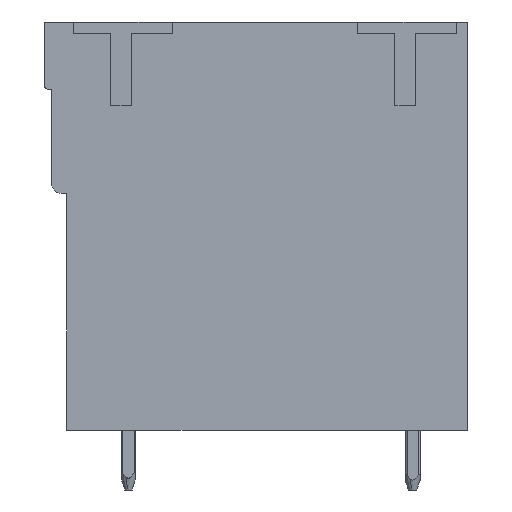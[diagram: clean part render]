
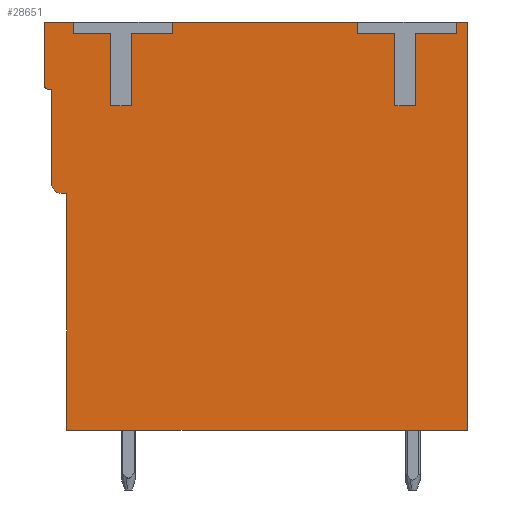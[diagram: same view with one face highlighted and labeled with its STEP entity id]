
A CAD part, left-side view. The second image highlights one B-rep face of the part: STEP entity #28651.
In plain terms, the highlighted planar face has unit normal (-1, 0, 0).
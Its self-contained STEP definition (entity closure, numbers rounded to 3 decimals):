
#26291=AXIS2_PLACEMENT_3D('Circle Axis2P3D',#26289,#26290,$) ;
#26363=AXIS2_PLACEMENT_3D('Circle Axis2P3D',#26361,#26362,$) ;
#28609=AXIS2_PLACEMENT_3D('Plane Axis2P3D',#28606,#28607,#28608) ;
#458=CARTESIAN_POINT('Vertex',(0.3,21.5,3.2)) ;
#461=CARTESIAN_POINT('Line Origine',(0.3,21.5,9.55)) ;
#465=CARTESIAN_POINT('Vertex',(0.3,21.5,15.9)) ;
#24075=CARTESIAN_POINT('Vertex',(0.3,5.9,25.1)) ;
#24078=CARTESIAN_POINT('Line Origine',(0.3,5.9,24.8)) ;
#24082=CARTESIAN_POINT('Vertex',(0.3,5.9,24.5)) ;
#24097=CARTESIAN_POINT('Line Origine',(0.3,4.9,24.5)) ;
#24101=CARTESIAN_POINT('Vertex',(0.3,3.9,24.5)) ;
#24116=CARTESIAN_POINT('Line Origine',(0.3,3.9,22.55)) ;
#24120=CARTESIAN_POINT('Vertex',(0.3,3.9,20.6)) ;
#24135=CARTESIAN_POINT('Line Origine',(0.3,3.35,20.6)) ;
#24139=CARTESIAN_POINT('Vertex',(0.3,2.8,20.6)) ;
#24154=CARTESIAN_POINT('Line Origine',(0.3,2.8,22.55)) ;
#24158=CARTESIAN_POINT('Vertex',(0.3,2.8,24.5)) ;
#24173=CARTESIAN_POINT('Line Origine',(0.3,1.7,24.5)) ;
#24177=CARTESIAN_POINT('Vertex',(0.3,0.6,24.5)) ;
#24192=CARTESIAN_POINT('Line Origine',(0.3,0.6,24.8)) ;
#24196=CARTESIAN_POINT('Vertex',(0.3,0.6,25.1)) ;
#24215=CARTESIAN_POINT('Vertex',(0.3,21.14,25.1)) ;
#24218=CARTESIAN_POINT('Line Origine',(0.3,21.14,24.8)) ;
#24222=CARTESIAN_POINT('Vertex',(0.3,21.14,24.5)) ;
#24237=CARTESIAN_POINT('Line Origine',(0.3,20.14,24.5)) ;
#24241=CARTESIAN_POINT('Vertex',(0.3,19.14,24.5)) ;
#24256=CARTESIAN_POINT('Line Origine',(0.3,19.14,22.55)) ;
#24260=CARTESIAN_POINT('Vertex',(0.3,19.14,20.6)) ;
#24275=CARTESIAN_POINT('Line Origine',(0.3,18.59,20.6)) ;
#24279=CARTESIAN_POINT('Vertex',(0.3,18.04,20.6)) ;
#24294=CARTESIAN_POINT('Line Origine',(0.3,18.04,22.55)) ;
#24298=CARTESIAN_POINT('Vertex',(0.3,18.04,24.5)) ;
#24313=CARTESIAN_POINT('Line Origine',(0.3,16.94,24.5)) ;
#24317=CARTESIAN_POINT('Vertex',(0.3,15.84,24.5)) ;
#24332=CARTESIAN_POINT('Line Origine',(0.3,15.84,24.8)) ;
#24336=CARTESIAN_POINT('Vertex',(0.3,15.84,25.1)) ;
#26265=CARTESIAN_POINT('Line Origine',(0.3,21.65,15.9)) ;
#26269=CARTESIAN_POINT('Vertex',(0.3,21.8,15.9)) ;
#26289=CARTESIAN_POINT('Axis2P3D Location',(0.3,21.8,16.4)) ;
#26293=CARTESIAN_POINT('Vertex',(0.3,22.3,16.4)) ;
#26313=CARTESIAN_POINT('Line Origine',(0.3,22.3,18.95)) ;
#26317=CARTESIAN_POINT('Vertex',(0.3,22.3,21.5)) ;
#26337=CARTESIAN_POINT('Line Origine',(0.3,22.4,21.5)) ;
#26341=CARTESIAN_POINT('Vertex',(0.3,22.5,21.5)) ;
#26361=CARTESIAN_POINT('Axis2P3D Location',(0.3,22.5,21.7)) ;
#26365=CARTESIAN_POINT('Vertex',(0.3,22.7,21.7)) ;
#26385=CARTESIAN_POINT('Line Origine',(0.3,22.7,23.4)) ;
#26389=CARTESIAN_POINT('Vertex',(0.3,22.7,25.1)) ;
#26409=CARTESIAN_POINT('Line Origine',(0.3,10.87,25.1)) ;
#26414=CARTESIAN_POINT('Line Origine',(0.3,0.3,25.1)) ;
#26418=CARTESIAN_POINT('Vertex',(0.3,0.,25.1)) ;
#26426=CARTESIAN_POINT('Line Origine',(0.3,21.92,25.1)) ;
#28606=CARTESIAN_POINT('Axis2P3D Location',(0.3,0.,0.)) ;
#28611=CARTESIAN_POINT('Line Origine',(0.3,10.75,3.2)) ;
#28615=CARTESIAN_POINT('Vertex',(0.3,0.,3.2)) ;
#28618=CARTESIAN_POINT('Line Origine',(0.3,0.,14.15)) ;
#462=DIRECTION('Vector Direction',(0.,0.,1.)) ;
#24079=DIRECTION('Vector Direction',(0.,0.,1.)) ;
#24098=DIRECTION('Vector Direction',(0.,1.,0.)) ;
#24117=DIRECTION('Vector Direction',(0.,0.,1.)) ;
#24136=DIRECTION('Vector Direction',(0.,1.,0.)) ;
#24155=DIRECTION('Vector Direction',(0.,0.,-1.)) ;
#24174=DIRECTION('Vector Direction',(0.,1.,0.)) ;
#24193=DIRECTION('Vector Direction',(0.,0.,-1.)) ;
#24219=DIRECTION('Vector Direction',(0.,0.,1.)) ;
#24238=DIRECTION('Vector Direction',(0.,1.,0.)) ;
#24257=DIRECTION('Vector Direction',(0.,0.,1.)) ;
#24276=DIRECTION('Vector Direction',(0.,1.,0.)) ;
#24295=DIRECTION('Vector Direction',(0.,0.,-1.)) ;
#24314=DIRECTION('Vector Direction',(0.,1.,0.)) ;
#24333=DIRECTION('Vector Direction',(0.,0.,-1.)) ;
#26266=DIRECTION('Vector Direction',(0.,1.,0.)) ;
#26290=DIRECTION('Axis2P3D Direction',(-1.,0.,0.)) ;
#26314=DIRECTION('Vector Direction',(0.,0.,1.)) ;
#26338=DIRECTION('Vector Direction',(0.,1.,0.)) ;
#26362=DIRECTION('Axis2P3D Direction',(-1.,0.,0.)) ;
#26386=DIRECTION('Vector Direction',(0.,0.,1.)) ;
#26410=DIRECTION('Vector Direction',(0.,-1.,0.)) ;
#26415=DIRECTION('Vector Direction',(0.,-1.,0.)) ;
#26427=DIRECTION('Vector Direction',(0.,-1.,0.)) ;
#28607=DIRECTION('Axis2P3D Direction',(-1.,0.,0.)) ;
#28608=DIRECTION('Axis2P3D XDirection',(0.,0.,1.)) ;
#28612=DIRECTION('Vector Direction',(0.,1.,0.)) ;
#28619=DIRECTION('Vector Direction',(0.,0.,-1.)) ;
#463=VECTOR('Line Direction',#462,1.) ;
#24080=VECTOR('Line Direction',#24079,1.) ;
#24099=VECTOR('Line Direction',#24098,1.) ;
#24118=VECTOR('Line Direction',#24117,1.) ;
#24137=VECTOR('Line Direction',#24136,1.) ;
#24156=VECTOR('Line Direction',#24155,1.) ;
#24175=VECTOR('Line Direction',#24174,1.) ;
#24194=VECTOR('Line Direction',#24193,1.) ;
#24220=VECTOR('Line Direction',#24219,1.) ;
#24239=VECTOR('Line Direction',#24238,1.) ;
#24258=VECTOR('Line Direction',#24257,1.) ;
#24277=VECTOR('Line Direction',#24276,1.) ;
#24296=VECTOR('Line Direction',#24295,1.) ;
#24315=VECTOR('Line Direction',#24314,1.) ;
#24334=VECTOR('Line Direction',#24333,1.) ;
#26267=VECTOR('Line Direction',#26266,1.) ;
#26315=VECTOR('Line Direction',#26314,1.) ;
#26339=VECTOR('Line Direction',#26338,1.) ;
#26387=VECTOR('Line Direction',#26386,1.) ;
#26411=VECTOR('Line Direction',#26410,1.) ;
#26416=VECTOR('Line Direction',#26415,1.) ;
#26428=VECTOR('Line Direction',#26427,1.) ;
#28613=VECTOR('Line Direction',#28612,1.) ;
#28620=VECTOR('Line Direction',#28619,1.) ;
#28624=ORIENTED_EDGE('',*,*,#26413,.T.) ;
#28625=ORIENTED_EDGE('',*,*,#24338,.F.) ;
#28626=ORIENTED_EDGE('',*,*,#24319,.F.) ;
#28627=ORIENTED_EDGE('',*,*,#24300,.F.) ;
#28628=ORIENTED_EDGE('',*,*,#24281,.F.) ;
#28629=ORIENTED_EDGE('',*,*,#24262,.F.) ;
#28630=ORIENTED_EDGE('',*,*,#24243,.F.) ;
#28631=ORIENTED_EDGE('',*,*,#24224,.F.) ;
#28632=ORIENTED_EDGE('',*,*,#26430,.T.) ;
#28633=ORIENTED_EDGE('',*,*,#26391,.T.) ;
#28634=ORIENTED_EDGE('',*,*,#26367,.T.) ;
#28635=ORIENTED_EDGE('',*,*,#26343,.T.) ;
#28636=ORIENTED_EDGE('',*,*,#26319,.T.) ;
#28637=ORIENTED_EDGE('',*,*,#26295,.T.) ;
#28638=ORIENTED_EDGE('',*,*,#26271,.T.) ;
#28639=ORIENTED_EDGE('',*,*,#467,.T.) ;
#28640=ORIENTED_EDGE('',*,*,#28617,.T.) ;
#28641=ORIENTED_EDGE('',*,*,#28622,.T.) ;
#28642=ORIENTED_EDGE('',*,*,#26420,.T.) ;
#28643=ORIENTED_EDGE('',*,*,#24198,.F.) ;
#28644=ORIENTED_EDGE('',*,*,#24179,.F.) ;
#28645=ORIENTED_EDGE('',*,*,#24160,.F.) ;
#28646=ORIENTED_EDGE('',*,*,#24141,.F.) ;
#28647=ORIENTED_EDGE('',*,*,#24122,.F.) ;
#28648=ORIENTED_EDGE('',*,*,#24103,.F.) ;
#28649=ORIENTED_EDGE('',*,*,#24084,.F.) ;
#28651=ADVANCED_FACE('HOUSING',(#28650),#28610,.T.) ;
#26292=CIRCLE('generated circle',#26291,0.5) ;
#26364=CIRCLE('generated circle',#26363,0.2) ;
#467=EDGE_CURVE('',#466,#459,#464,.F.) ;
#24084=EDGE_CURVE('',#24076,#24083,#24081,.F.) ;
#24103=EDGE_CURVE('',#24083,#24102,#24100,.F.) ;
#24122=EDGE_CURVE('',#24102,#24121,#24119,.F.) ;
#24141=EDGE_CURVE('',#24121,#24140,#24138,.F.) ;
#24160=EDGE_CURVE('',#24140,#24159,#24157,.F.) ;
#24179=EDGE_CURVE('',#24159,#24178,#24176,.F.) ;
#24198=EDGE_CURVE('',#24178,#24197,#24195,.F.) ;
#24224=EDGE_CURVE('',#24216,#24223,#24221,.F.) ;
#24243=EDGE_CURVE('',#24223,#24242,#24240,.F.) ;
#24262=EDGE_CURVE('',#24242,#24261,#24259,.F.) ;
#24281=EDGE_CURVE('',#24261,#24280,#24278,.F.) ;
#24300=EDGE_CURVE('',#24280,#24299,#24297,.F.) ;
#24319=EDGE_CURVE('',#24299,#24318,#24316,.F.) ;
#24338=EDGE_CURVE('',#24318,#24337,#24335,.F.) ;
#26271=EDGE_CURVE('',#26270,#466,#26268,.F.) ;
#26295=EDGE_CURVE('',#26294,#26270,#26292,.T.) ;
#26319=EDGE_CURVE('',#26318,#26294,#26316,.F.) ;
#26343=EDGE_CURVE('',#26342,#26318,#26340,.F.) ;
#26367=EDGE_CURVE('',#26366,#26342,#26364,.T.) ;
#26391=EDGE_CURVE('',#26390,#26366,#26388,.F.) ;
#26413=EDGE_CURVE('',#24076,#24337,#26412,.F.) ;
#26420=EDGE_CURVE('',#26419,#24197,#26417,.F.) ;
#26430=EDGE_CURVE('',#24216,#26390,#26429,.F.) ;
#28617=EDGE_CURVE('',#459,#28616,#28614,.F.) ;
#28622=EDGE_CURVE('',#28616,#26419,#28621,.F.) ;
#28623=EDGE_LOOP('',(#28624,#28625,#28626,#28627,#28628,#28629,#28630,#28631,#28632,#28633,#28634,#28635,#28636,#28637,#28638,#28639,#28640,#28641,#28642,#28643,#28644,#28645,#28646,#28647,#28648,#28649)) ;
#28650=FACE_OUTER_BOUND('',#28623,.T.) ;
#464=LINE('Line',#461,#463) ;
#24081=LINE('Line',#24078,#24080) ;
#24100=LINE('Line',#24097,#24099) ;
#24119=LINE('Line',#24116,#24118) ;
#24138=LINE('Line',#24135,#24137) ;
#24157=LINE('Line',#24154,#24156) ;
#24176=LINE('Line',#24173,#24175) ;
#24195=LINE('Line',#24192,#24194) ;
#24221=LINE('Line',#24218,#24220) ;
#24240=LINE('Line',#24237,#24239) ;
#24259=LINE('Line',#24256,#24258) ;
#24278=LINE('Line',#24275,#24277) ;
#24297=LINE('Line',#24294,#24296) ;
#24316=LINE('Line',#24313,#24315) ;
#24335=LINE('Line',#24332,#24334) ;
#26268=LINE('Line',#26265,#26267) ;
#26316=LINE('Line',#26313,#26315) ;
#26340=LINE('Line',#26337,#26339) ;
#26388=LINE('Line',#26385,#26387) ;
#26412=LINE('Line',#26409,#26411) ;
#26417=LINE('Line',#26414,#26416) ;
#26429=LINE('Line',#26426,#26428) ;
#28614=LINE('Line',#28611,#28613) ;
#28621=LINE('Line',#28618,#28620) ;
#28610=PLANE('',#28609) ;
#459=VERTEX_POINT('',#458) ;
#466=VERTEX_POINT('',#465) ;
#24076=VERTEX_POINT('',#24075) ;
#24083=VERTEX_POINT('',#24082) ;
#24102=VERTEX_POINT('',#24101) ;
#24121=VERTEX_POINT('',#24120) ;
#24140=VERTEX_POINT('',#24139) ;
#24159=VERTEX_POINT('',#24158) ;
#24178=VERTEX_POINT('',#24177) ;
#24197=VERTEX_POINT('',#24196) ;
#24216=VERTEX_POINT('',#24215) ;
#24223=VERTEX_POINT('',#24222) ;
#24242=VERTEX_POINT('',#24241) ;
#24261=VERTEX_POINT('',#24260) ;
#24280=VERTEX_POINT('',#24279) ;
#24299=VERTEX_POINT('',#24298) ;
#24318=VERTEX_POINT('',#24317) ;
#24337=VERTEX_POINT('',#24336) ;
#26270=VERTEX_POINT('',#26269) ;
#26294=VERTEX_POINT('',#26293) ;
#26318=VERTEX_POINT('',#26317) ;
#26342=VERTEX_POINT('',#26341) ;
#26366=VERTEX_POINT('',#26365) ;
#26390=VERTEX_POINT('',#26389) ;
#26419=VERTEX_POINT('',#26418) ;
#28616=VERTEX_POINT('',#28615) ;
